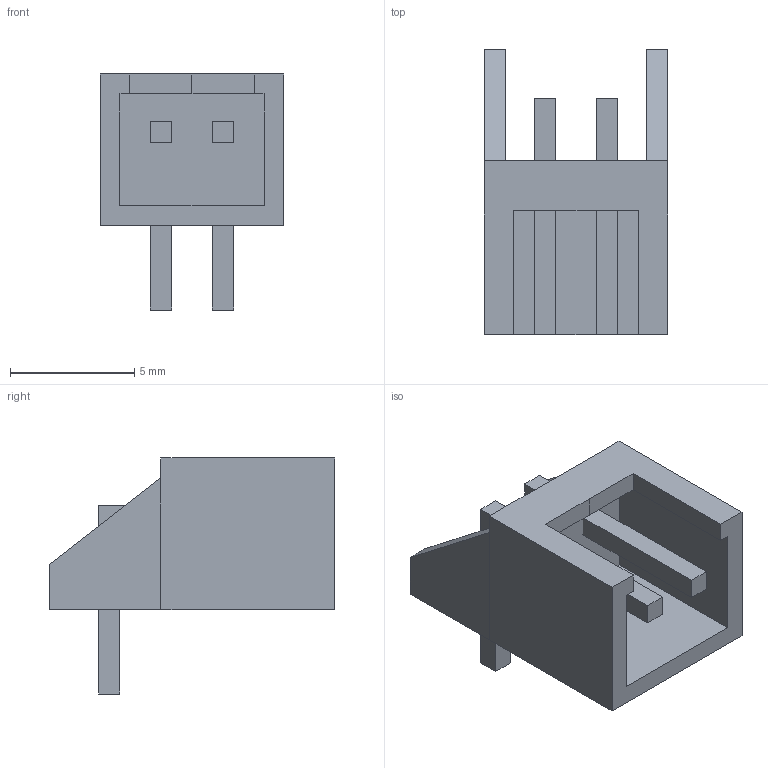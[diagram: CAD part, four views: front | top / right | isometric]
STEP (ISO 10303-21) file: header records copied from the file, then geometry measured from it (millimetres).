
FILE_DESCRIPTION(('FreeCAD Model'),'2;1');
FILE_NAME('Open CASCADE Shape Model','2024-02-04T15:15:08',(''),(''), 'Open CASCADE STEP processor 7.6','FreeCAD','Unknown');
FILE_SCHEMA(('AUTOMOTIVE_DESIGN { 1 0 10303 214 1 1 1 1 }'));
Length unit declared in the file: millimetre
Products named in the file (4): Part; Body; Array; Body1
Assembly tree (4 placements, depth 3):
  Part
    Body
    Array
      Body1  x2
Bounding box: 7.4 x 11.5 x 9.5 mm (x, y, z)
Volume: 184.8 mm3; surface area: 553.6 mm2
Topology: 3 solids, 3 shells, 44 faces, 104 edges, 66 vertices
Faces by surface type: plane 44
Entity records: 784 total; most frequent: ORIENTED_EDGE 140, CARTESIAN_POINT 91, EDGE_CURVE 86, LINE 74, DIRECTION 62, VERTEX_POINT 54, ADVANCED_FACE 36, FACE_BOUND 36
